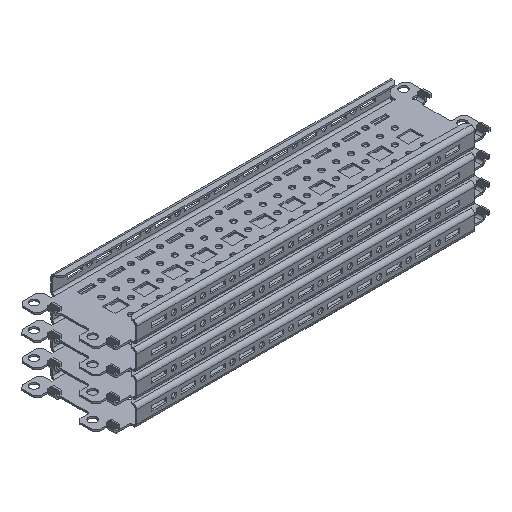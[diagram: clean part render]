
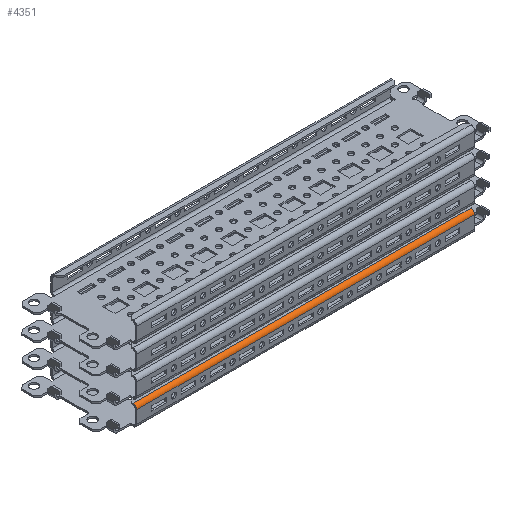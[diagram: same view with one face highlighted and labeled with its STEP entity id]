
A CAD part, isometric view. The second image highlights one B-rep face of the part: STEP entity #4351.
In plain terms, the highlighted cylindrical face has radius 3.275 mm (diameter 6.55 mm), a partial arc.
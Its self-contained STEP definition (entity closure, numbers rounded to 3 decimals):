
#214 = ORIENTED_EDGE ( 'NONE', *, *, #14155, .F. ) ;
#273 = DIRECTION ( 'NONE',  ( -1., 0., 0. ) ) ;
#670 = ORIENTED_EDGE ( 'NONE', *, *, #16087, .T. ) ;
#950 = DIRECTION ( 'NONE',  ( 0., 0., 1. ) ) ;
#1167 = ORIENTED_EDGE ( 'NONE', *, *, #3649, .F. ) ;
#2227 = CIRCLE ( 'NONE', #5229, 3.275 ) ;
#2241 = CARTESIAN_POINT ( 'NONE',  ( 144., -33.375, 14. ) ) ;
#2261 = VERTEX_POINT ( 'NONE', #15493 ) ;
#2642 = CARTESIAN_POINT ( 'NONE',  ( -144., -36.65, 14. ) ) ;
#3649 = EDGE_CURVE ( 'NONE', #2261, #15593, #2227, .T. ) ;
#4300 = VECTOR ( 'NONE', #273, 1000. ) ;
#4351 = ADVANCED_FACE ( 'NONE', ( #15684 ), #11376, .T. ) ;
#4353 = CARTESIAN_POINT ( 'NONE',  ( -144., -33.375, 17.275 ) ) ;
#4434 = CARTESIAN_POINT ( 'NONE',  ( 144., -36.65, 14. ) ) ;
#5187 = CARTESIAN_POINT ( 'NONE',  ( -144., -33.375, 17.275 ) ) ;
#5229 = AXIS2_PLACEMENT_3D ( 'NONE', #2241, #16620, #7997 ) ;
#6943 = VERTEX_POINT ( 'NONE', #5187 ) ;
#7650 = LINE ( 'NONE', #4353, #4300 ) ;
#7997 = DIRECTION ( 'NONE',  ( 0., 0., -1. ) ) ;
#8718 = DIRECTION ( 'NONE',  ( -1., 0., 0. ) ) ;
#9511 = DIRECTION ( 'NONE',  ( 1., 0., 0. ) ) ;
#10780 = EDGE_CURVE ( 'NONE', #15593, #15314, #13440, .T. ) ;
#11376 = CYLINDRICAL_SURFACE ( 'NONE', #17119, 3.275 ) ;
#11741 = CARTESIAN_POINT ( 'NONE',  ( -144., -33.375, 14. ) ) ;
#12620 = DIRECTION ( 'NONE',  ( -1., 0., 0. ) ) ;
#12981 = VECTOR ( 'NONE', #12620, 1000. ) ;
#13440 = LINE ( 'NONE', #2642, #12981 ) ;
#13791 = CARTESIAN_POINT ( 'NONE',  ( -144., -36.65, 14. ) ) ;
#14155 = EDGE_CURVE ( 'NONE', #15314, #6943, #16468, .T. ) ;
#14347 = ORIENTED_EDGE ( 'NONE', *, *, #10780, .F. ) ;
#14470 = AXIS2_PLACEMENT_3D ( 'NONE', #11741, #8718, #15912 ) ;
#14683 = EDGE_LOOP ( 'NONE', ( #14347, #1167, #670, #214 ) ) ;
#15259 = CARTESIAN_POINT ( 'NONE',  ( 144., -33.375, 14. ) ) ;
#15314 = VERTEX_POINT ( 'NONE', #13791 ) ;
#15493 = CARTESIAN_POINT ( 'NONE',  ( 144., -33.375, 17.275 ) ) ;
#15593 = VERTEX_POINT ( 'NONE', #4434 ) ;
#15684 = FACE_OUTER_BOUND ( 'NONE', #14683, .T. ) ;
#15912 = DIRECTION ( 'NONE',  ( 0., 0., -1. ) ) ;
#16087 = EDGE_CURVE ( 'NONE', #2261, #6943, #7650, .T. ) ;
#16468 = CIRCLE ( 'NONE', #14470, 3.275 ) ;
#16620 = DIRECTION ( 'NONE',  ( 1., 0., 0. ) ) ;
#17119 = AXIS2_PLACEMENT_3D ( 'NONE', #15259, #9511, #950 ) ;
